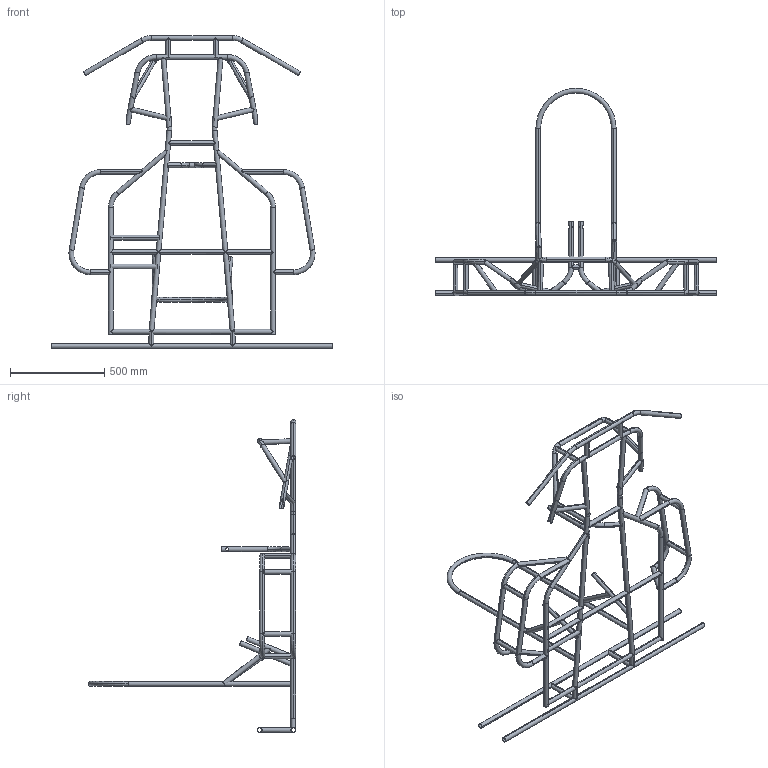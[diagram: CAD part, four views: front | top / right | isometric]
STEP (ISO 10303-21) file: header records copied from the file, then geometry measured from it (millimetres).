
FILE_DESCRIPTION (( 'STEP AP214' ), '1' );
FILE_NAME ('Chassis 25-12-2025.STEP', '2026-02-10T16:58:27', ( '' ), ( '' ), 'SwSTEP 2.0', 'SolidWorks 2025', '' );
FILE_SCHEMA (( 'AUTOMOTIVE_DESIGN' ));
Length unit declared in the file: inch
Products named in the file (1): Chassis 25-12-2025
Bounding box: 1498.6 x 1102.5 x 1663.3 mm (x, y, z)
Volume: 2075191.8 mm3; surface area: 3747983.8 mm2
Topology: 84 solids, 84 shells, 552 faces, 1234 edges, 820 vertices
Faces by surface type: cylinder 310, plane 130, torus 100, bspline 12
Entity records: 24260 total; most frequent: CARTESIAN_POINT 10969, DIRECTION 2518, ORIENTED_EDGE 2468, EDGE_CURVE 1234, AXIS2_PLACEMENT_3D 1109, VERTEX_POINT 820, EDGE_LOOP 698, CIRCLE 568
